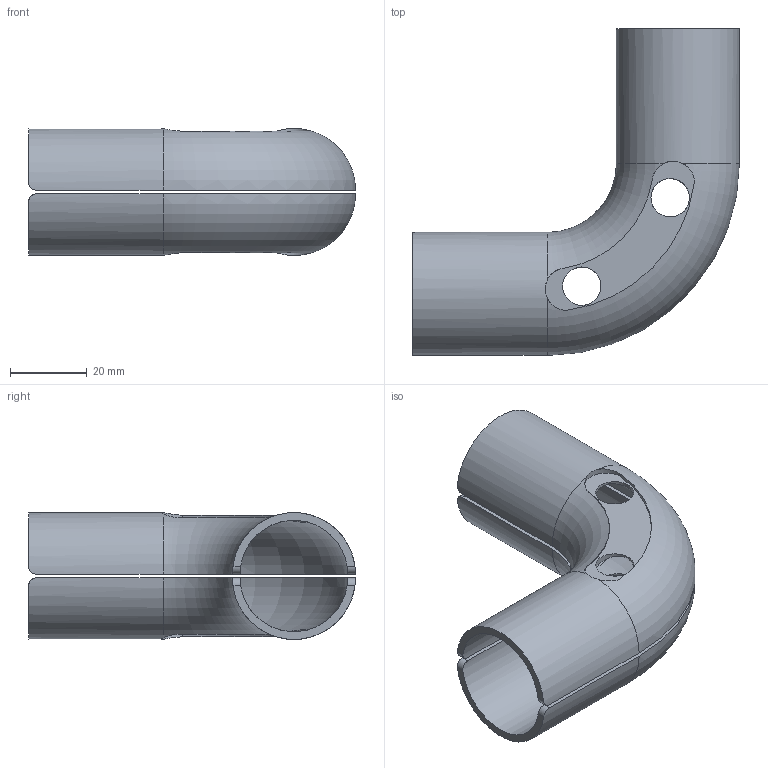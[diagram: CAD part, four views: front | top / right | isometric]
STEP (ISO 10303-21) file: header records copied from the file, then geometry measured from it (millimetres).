
FILE_DESCRIPTION((''),'2;1');
FILE_NAME('86114- poprawione.stp','2020-07-28T09:52:51',('trakoczy'),(''),'Autodesk Inventor 2013','Autodesk Inventor 2013','');
FILE_SCHEMA(('AUTOMOTIVE_DESIGN { 1 0 10303 214 1 1 1 1 }'));
Length unit declared in the file: millimetre
Products named in the file (2): 86114; 86114-I
Assembly tree (2 placements, depth 2):
  86114
    86114-I  x2
Bounding box: 85 x 85 x 33 mm (x, y, z)
Volume: 21697.6 mm3; surface area: 24227.4 mm2
Topology: 2 solids, 2 shells, 44 faces, 128 edges, 88 vertices
Faces by surface type: cylinder 28, plane 10, torus 6
Full cylindrical faces by diameter (mm): 10 x4
Entity records: 946 total; most frequent: CARTESIAN_POINT 328, ORIENTED_EDGE 120, DIRECTION 116, EDGE_CURVE 60, AXIS2_PLACEMENT_3D 48, VERTEX_POINT 42, EDGE_LOOP 28, FACE_OUTER_BOUND 22
